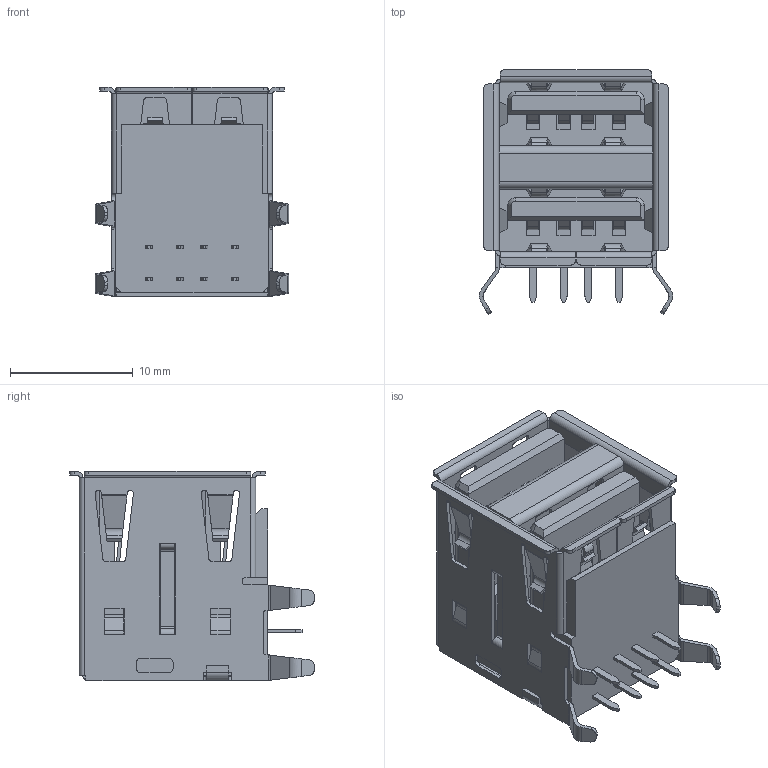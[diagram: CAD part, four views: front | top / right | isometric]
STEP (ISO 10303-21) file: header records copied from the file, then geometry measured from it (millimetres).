
FILE_DESCRIPTION (( 'STEP AP214' ), '1' );
FILE_NAME ('USB1035-GF-P-0-B-B.STEP', '2023-04-22T07:42:51', ( '' ), ( '' ), 'SwSTEP 2.0', 'SolidWorks 2013', '' );
FILE_SCHEMA (( 'AUTOMOTIVE_DESIGN' ));
Length unit declared in the file: inch
Products named in the file (1): USB1035-GF-P-0-B-B
Bounding box: 15.73 x 19.89 x 17 mm (x, y, z)
Volume: 2172.8 mm3; surface area: 4217.6 mm2
Topology: 19 solids, 19 shells, 813 faces, 2259 edges, 1476 vertices
Faces by surface type: plane 558, cylinder 251, cone 4
Entity records: 36602 total; most frequent: CARTESIAN_POINT 5005, ORIENTED_EDGE 4518, DIRECTION 4097, EDGE_CURVE 2259, LINE 1745, VECTOR 1745, VERTEX_POINT 1476, AXIS2_PLACEMENT_3D 1176
